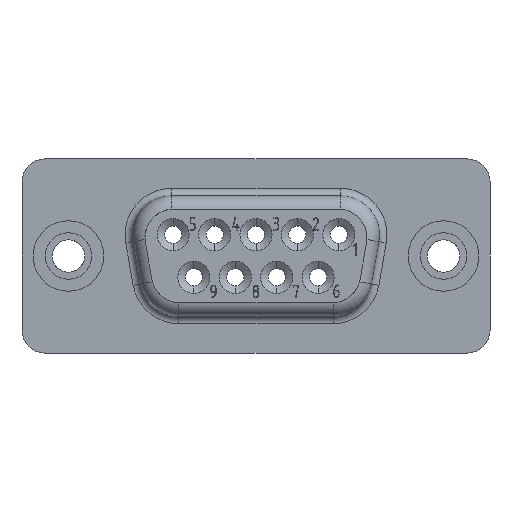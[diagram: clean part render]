
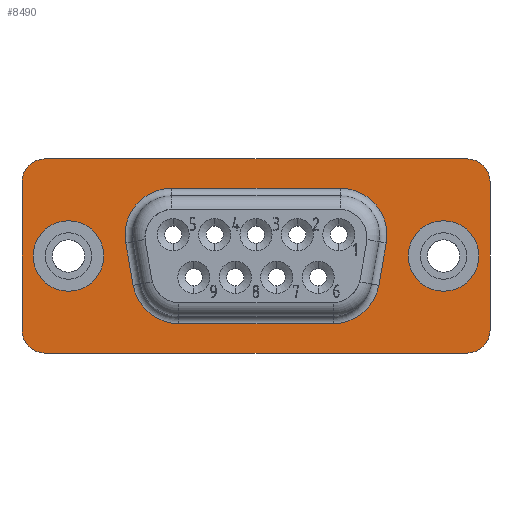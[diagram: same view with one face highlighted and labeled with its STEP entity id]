
A CAD part, front view. The second image highlights one B-rep face of the part: STEP entity #8490.
In plain terms, the highlighted face is planar.
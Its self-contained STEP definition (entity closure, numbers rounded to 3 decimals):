
#210=CARTESIAN_POINT('',(-209.471,206.332,0.66));
#220=VERTEX_POINT('',#210);
#250=CARTESIAN_POINT('',(-210.971,206.332,0.66));
#260=DIRECTION('',(0.,0.,-1.));
#270=DIRECTION('',(-1.,0.,0.));
#280=AXIS2_PLACEMENT_3D('',#250,#260,#270);
#290=CIRCLE('',#280,1.5);
#300=CARTESIAN_POINT('',(-210.971,207.832,0.66));
#310=VERTEX_POINT('',#300);
#320=EDGE_CURVE('',#310,#220,#290,.T.);
#610=CARTESIAN_POINT('',(-222.401,178.142,0.66));
#620=VERTEX_POINT('',#610);
#770=CARTESIAN_POINT('',(-222.401,206.332,0.66));
#780=VERTEX_POINT('',#770);
#810=CARTESIAN_POINT('',(-222.401,175.246,0.66)
);
#820=DIRECTION('',(0.,-1.,0.));
#830=VECTOR('',#820,1.);
#840=LINE('',#810,#830);
#850=EDGE_CURVE('',#780,#620,#840,.T.);
#1150=CARTESIAN_POINT('',(-209.471,178.142,0.66));
#1160=VERTEX_POINT('',#1150);
#1190=CARTESIAN_POINT('',(-209.471,175.246,0.66
));
#1200=DIRECTION('',(0.,-1.,0.));
#1210=VECTOR('',#1200,1.);
#1220=LINE('',#1190,#1210);
#1230=EDGE_CURVE('',#220,#1160,#1220,.T.);
#1490=CARTESIAN_POINT('',(-194.125,207.832,0.66
));
#1500=DIRECTION('',(1.,0.,0.));
#1510=VECTOR('',#1500,1.);
#1520=LINE('',#1490,#1510);
#1530=CARTESIAN_POINT('',(-220.901,207.832,0.66));
#1540=VERTEX_POINT('',#1530);
#1550=EDGE_CURVE('',#1540,#310,#1520,.T.);
#6870=CARTESIAN_POINT('',(-215.936,177.387,0.66));
#6880=VERTEX_POINT('',#6870);
#6910=CARTESIAN_POINT('',(-215.936,179.737,0.66));
#6920=DIRECTION('',(0.,0.,1.));
#6930=DIRECTION('',(0.,-1.,0.));
#6940=AXIS2_PLACEMENT_3D('',#6910,#6920,#6930);
#6950=CIRCLE('',#6940,2.35);
#6960=CARTESIAN_POINT('',(-215.936,182.087,0.66));
#6970=VERTEX_POINT('',#6960);
#6980=EDGE_CURVE('',#6970,#6880,#6950,.T.);
#7170=CARTESIAN_POINT('',(-216.595,199.822,
0.66));
#7180=DIRECTION('',(0.,0.,1.));
#7190=DIRECTION('',(-1.,0.,0.));
#7200=AXIS2_PLACEMENT_3D('',#7170,#7180,#7190);
#7210=PLANE('',#7200);
#7220=EDGE_CURVE('',#6880,#6970,#6950,.T.);
#7230=ORIENTED_EDGE('',*,*,#7220,.F.);
#7240=ORIENTED_EDGE('',*,*,#6980,.F.);
#7250=EDGE_LOOP('',(#7240,#7230));
#7260=FACE_BOUND('',#7250,.T.);
#7270=CARTESIAN_POINT('',(-214.526,186.607,0.66));
#7280=DIRECTION('',(0.,0.,1.));
#7290=DIRECTION('',(1.,0.,0.));
#7300=AXIS2_PLACEMENT_3D('',#7270,#7280,#7290);
#7310=CIRCLE('',#7300,3.1);
#7320=CARTESIAN_POINT('',(-215.064,183.554,
0.66));
#7330=VERTEX_POINT('',#7320);
#7340=CARTESIAN_POINT('',(-211.426,186.607,0.66));
#7350=VERTEX_POINT('',#7340);
#7360=EDGE_CURVE('',#7330,#7350,#7310,.T.);
#7370=ORIENTED_EDGE('',*,*,#7360,.F.);
#7380=CARTESIAN_POINT('',(-211.426,175.246,0.66
));
#7390=DIRECTION('',(0.,1.,0.));
#7400=VECTOR('',#7390,1.);
#7410=LINE('',#7380,#7400);
#7420=CARTESIAN_POINT('',(-211.426,197.867,0.66));
#7430=VERTEX_POINT('',#7420);
#7440=EDGE_CURVE('',#7350,#7430,#7410,.T.);
#7450=ORIENTED_EDGE('',*,*,#7440,.F.);
#7460=CARTESIAN_POINT('',(-214.526,197.867,0.66));
#7470=DIRECTION('',(0.,0.,1.));
#7480=DIRECTION('',(1.,0.,0.));
#7490=AXIS2_PLACEMENT_3D('',#7460,#7470,#7480);
#7500=CIRCLE('',#7490,3.1);
#7510=CARTESIAN_POINT('',(-215.064,200.92,
0.66));
#7520=VERTEX_POINT('',#7510);
#7530=EDGE_CURVE('',#7430,#7520,#7500,.T.);
#7540=ORIENTED_EDGE('',*,*,#7530,.F.);
#7550=CARTESIAN_POINT('',(-194.125,204.612,
0.66));
#7560=DIRECTION('',(0.985,0.174,0.));
#7570=VECTOR('',#7560,1.);
#7580=LINE('',#7550,#7570);
#7590=CARTESIAN_POINT('',(-217.884,200.423,
0.66));
#7600=VERTEX_POINT('',#7590);
#7610=EDGE_CURVE('',#7600,#7520,#7580,.T.);
#7620=ORIENTED_EDGE('',*,*,#7610,.T.);
#7630=CARTESIAN_POINT('',(-217.346,197.37,0.66
));
#7640=DIRECTION('',(0.,0.,-1.));
#7650=DIRECTION('',(-1.,0.,0.));
#7660=AXIS2_PLACEMENT_3D('',#7630,#7640,#7650);
#7670=CIRCLE('',#7660,3.1);
#7680=CARTESIAN_POINT('',(-220.446,197.37,0.66)
);
#7690=VERTEX_POINT('',#7680);
#7700=EDGE_CURVE('',#7690,#7600,#7670,.T.);
#7710=ORIENTED_EDGE('',*,*,#7700,.T.);
#7720=CARTESIAN_POINT('',(-220.446,175.246,0.66
));
#7730=DIRECTION('',(0.,-1.,0.));
#7740=VECTOR('',#7730,1.);
#7750=LINE('',#7720,#7740);
#7760=CARTESIAN_POINT('',(-220.446,187.105,0.66)
);
#7770=VERTEX_POINT('',#7760);
#7780=EDGE_CURVE('',#7690,#7770,#7750,.T.);
#7790=ORIENTED_EDGE('',*,*,#7780,.F.);
#7800=CARTESIAN_POINT('',(-217.346,187.105,0.66
));
#7810=DIRECTION('',(0.,0.,-1.));
#7820=DIRECTION('',(-1.,0.,0.));
#7830=AXIS2_PLACEMENT_3D('',#7800,#7810,#7820);
#7840=CIRCLE('',#7830,3.1);
#7850=CARTESIAN_POINT('',(-217.884,184.052,
0.66));
#7860=VERTEX_POINT('',#7850);
#7870=EDGE_CURVE('',#7860,#7770,#7840,.T.);
#7880=ORIENTED_EDGE('',*,*,#7870,.T.);
#7890=CARTESIAN_POINT('',(-194.125,179.862,
0.66));
#7900=DIRECTION('',(-0.985,0.174,0.));
#7910=VECTOR('',#7900,1.);
#7920=LINE('',#7890,#7910);
#7930=EDGE_CURVE('',#7330,#7860,#7920,.T.);
#7940=ORIENTED_EDGE('',*,*,#7930,.T.);
#7950=EDGE_LOOP('',(#7940,#7880,#7790,#7710,#7620,#7540,#7450,#7370));
#7960=FACE_BOUND('',#7950,.T.);
#7970=CARTESIAN_POINT('',(-215.936,204.737,0.66));
#7980=DIRECTION('',(0.,0.,1.));
#7990=DIRECTION('',(0.,-1.,0.));
#8000=AXIS2_PLACEMENT_3D('',#7970,#7980,#7990);
#8010=CIRCLE('',#8000,2.35);
#8020=CARTESIAN_POINT('',(-215.936,202.387,0.66));
#8030=VERTEX_POINT('',#8020);
#8040=CARTESIAN_POINT('',(-215.936,207.087,0.66));
#8050=VERTEX_POINT('',#8040);
#8060=EDGE_CURVE('',#8030,#8050,#8010,.T.);
#8070=ORIENTED_EDGE('',*,*,#8060,.F.);
#8080=EDGE_CURVE('',#8050,#8030,#8010,.T.);
#8090=ORIENTED_EDGE('',*,*,#8080,.F.);
#8100=EDGE_LOOP('',(#8090,#8070));
#8110=FACE_BOUND('',#8100,.T.);
#8120=CARTESIAN_POINT('',(-220.901,206.332,0.66));
#8130=DIRECTION('',(0.,0.,1.));
#8140=DIRECTION('',(1.,0.,0.));
#8150=AXIS2_PLACEMENT_3D('',#8120,#8130,#8140);
#8160=CIRCLE('',#8150,1.5);
#8170=EDGE_CURVE('',#1540,#780,#8160,.T.);
#8180=ORIENTED_EDGE('',*,*,#8170,.T.);
#8190=ORIENTED_EDGE('',*,*,#1550,.F.);
#8200=ORIENTED_EDGE('',*,*,#320,.F.);
#8210=ORIENTED_EDGE('',*,*,#1230,.F.);
#8220=CARTESIAN_POINT('',(-210.971,178.142,0.66));
#8230=DIRECTION('',(0.,0.,1.));
#8240=DIRECTION('',(1.,0.,0.));
#8250=AXIS2_PLACEMENT_3D('',#8220,#8230,#8240);
#8260=CIRCLE('',#8250,1.5);
#8270=CARTESIAN_POINT('',(-210.971,176.642,0.66));
#8280=VERTEX_POINT('',#8270);
#8290=EDGE_CURVE('',#8280,#1160,#8260,.T.);
#8300=ORIENTED_EDGE('',*,*,#8290,.T.);
#8310=CARTESIAN_POINT('',(-194.125,176.642,0.66
));
#8320=DIRECTION('',(-1.,0.,0.));
#8330=VECTOR('',#8320,1.);
#8340=LINE('',#8310,#8330);
#8350=CARTESIAN_POINT('',(-220.901,176.642,0.66));
#8360=VERTEX_POINT('',#8350);
#8370=EDGE_CURVE('',#8280,#8360,#8340,.T.);
#8380=ORIENTED_EDGE('',*,*,#8370,.F.);
#8390=CARTESIAN_POINT('',(-220.901,178.142,0.66));
#8400=DIRECTION('',(0.,0.,-1.));
#8410=DIRECTION('',(-1.,0.,0.));
#8420=AXIS2_PLACEMENT_3D('',#8390,#8400,#8410);
#8430=CIRCLE('',#8420,1.5);
#8440=EDGE_CURVE('',#8360,#620,#8430,.T.);
#8450=ORIENTED_EDGE('',*,*,#8440,.F.);
#8460=ORIENTED_EDGE('',*,*,#850,.T.);
#8470=EDGE_LOOP('',(#8460,#8450,#8380,#8300,#8210,#8200,#8190,#8180));
#8480=FACE_OUTER_BOUND('',#8470,.T.);
#8490=ADVANCED_FACE('',(#7260,#7960,#8110,#8480),#7210,.T.);
